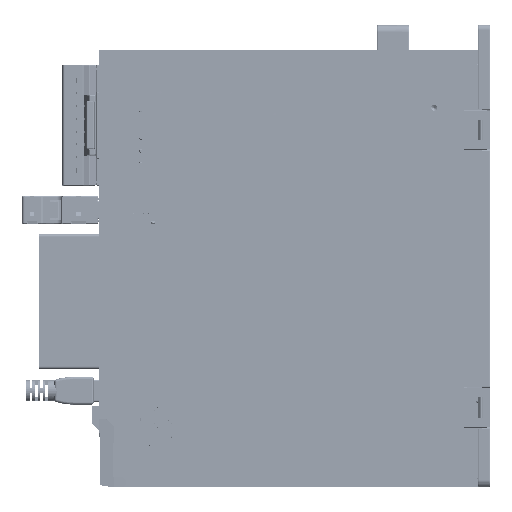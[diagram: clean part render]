
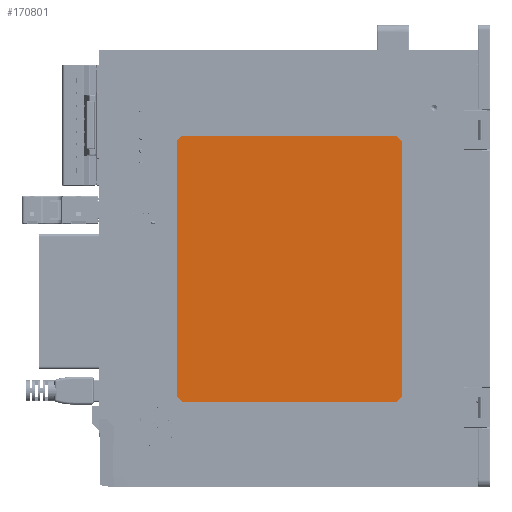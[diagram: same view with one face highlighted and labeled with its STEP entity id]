
A CAD part, front view. The second image highlights one B-rep face of the part: STEP entity #170801.
In plain terms, the highlighted planar face has unit normal (0, 1, 0).
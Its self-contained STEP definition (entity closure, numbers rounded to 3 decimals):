
#142514=DIRECTION('',(-0.707,0.,0.707));
#142515=VECTOR('',#142514,2.936);
#142516=CARTESIAN_POINT('',(80.562,4.5,-45.314));
#142517=LINE('',#142516,#142515);
#142518=DIRECTION('',(-1.,0.,0.));
#142519=VECTOR('',#142518,83.373);
#142520=CARTESIAN_POINT('',(78.486,4.5,-43.238));
#142521=LINE('',#142520,#142519);
#142522=DIRECTION('',(-0.707,0.,-0.707));
#142523=VECTOR('',#142522,2.936);
#142524=CARTESIAN_POINT('',(-4.886,4.5,-43.238));
#142525=LINE('',#142524,#142523);
#142526=DIRECTION('',(0.,0.,-1.));
#142527=VECTOR('',#142526,99.373);
#142528=CARTESIAN_POINT('',(-6.962,4.5,-45.314));
#142529=LINE('',#142528,#142527);
#142530=DIRECTION('',(0.707,0.,-0.707));
#142531=VECTOR('',#142530,2.936);
#142532=CARTESIAN_POINT('',(-6.962,4.5,-144.686));
#142533=LINE('',#142532,#142531);
#142534=DIRECTION('',(1.,0.,0.));
#142535=VECTOR('',#142534,83.373);
#142536=CARTESIAN_POINT('',(-4.886,4.5,-146.762));
#142537=LINE('',#142536,#142535);
#142538=DIRECTION('',(0.707,0.,0.707));
#142539=VECTOR('',#142538,2.936);
#142540=CARTESIAN_POINT('',(78.486,4.5,-146.762));
#142541=LINE('',#142540,#142539);
#142542=DIRECTION('',(0.,0.,1.));
#142543=VECTOR('',#142542,99.373);
#142544=CARTESIAN_POINT('',(80.562,4.5,-144.686));
#142545=LINE('',#142544,#142543);
#151011=CARTESIAN_POINT('',(78.486,4.5,-43.238));
#151012=VERTEX_POINT('',#151011);
#151013=CARTESIAN_POINT('',(80.562,4.5,-45.314));
#151014=VERTEX_POINT('',#151013);
#151015=CARTESIAN_POINT('',(80.562,4.5,-144.686));
#151016=VERTEX_POINT('',#151015);
#151017=CARTESIAN_POINT('',(78.486,4.5,-146.762));
#151018=VERTEX_POINT('',#151017);
#151019=CARTESIAN_POINT('',(-4.886,4.5,-146.762));
#151020=VERTEX_POINT('',#151019);
#151021=CARTESIAN_POINT('',(-6.962,4.5,-144.686));
#151022=VERTEX_POINT('',#151021);
#151023=CARTESIAN_POINT('',(-6.962,4.5,-45.314));
#151024=VERTEX_POINT('',#151023);
#151025=CARTESIAN_POINT('',(-4.886,4.5,-43.238));
#151026=VERTEX_POINT('',#151025);
#170786=CARTESIAN_POINT('',(36.8,4.5,-95.));
#170787=DIRECTION('',(0.,1.,0.));
#170788=DIRECTION('',(0.,0.,-1.));
#170789=AXIS2_PLACEMENT_3D('',#170786,#170787,#170788);
#170790=PLANE('',#170789);
#170791=ORIENTED_EDGE('',*,*,#170682,.T.);
#170792=ORIENTED_EDGE('',*,*,#170697,.T.);
#170793=ORIENTED_EDGE('',*,*,#170711,.T.);
#170794=ORIENTED_EDGE('',*,*,#170725,.T.);
#170795=ORIENTED_EDGE('',*,*,#170739,.T.);
#170796=ORIENTED_EDGE('',*,*,#170753,.T.);
#170797=ORIENTED_EDGE('',*,*,#170767,.T.);
#170798=ORIENTED_EDGE('',*,*,#170780,.T.);
#170799=EDGE_LOOP('',(#170791,#170792,#170793,#170794,#170795,#170796,#170797,
#170798));
#170800=FACE_OUTER_BOUND('',#170799,.F.);
#170801=ADVANCED_FACE('',(#170800),#170790,.T.);
#170682=EDGE_CURVE('',#151014,#151012,#142517,.T.);
#170697=EDGE_CURVE('',#151012,#151026,#142521,.T.);
#170711=EDGE_CURVE('',#151026,#151024,#142525,.T.);
#170725=EDGE_CURVE('',#151024,#151022,#142529,.T.);
#170739=EDGE_CURVE('',#151022,#151020,#142533,.T.);
#170753=EDGE_CURVE('',#151020,#151018,#142537,.T.);
#170767=EDGE_CURVE('',#151018,#151016,#142541,.T.);
#170780=EDGE_CURVE('',#151016,#151014,#142545,.T.);
